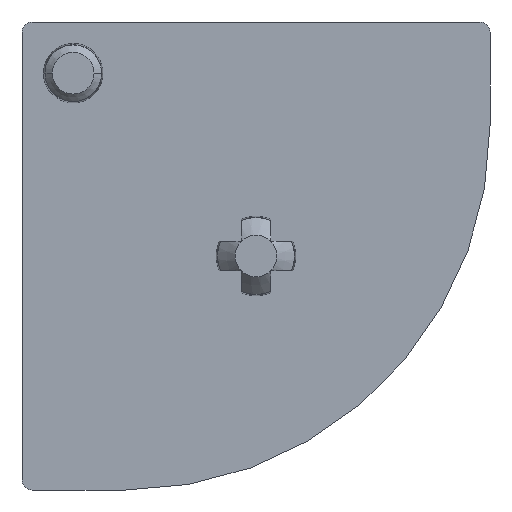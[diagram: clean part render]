
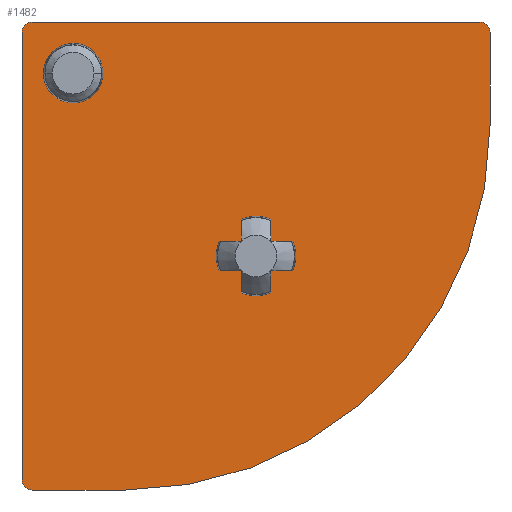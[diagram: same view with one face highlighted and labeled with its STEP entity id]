
A CAD part, front view. The second image highlights one B-rep face of the part: STEP entity #1482.
In plain terms, the highlighted planar face has unit normal (0, -1, 0).
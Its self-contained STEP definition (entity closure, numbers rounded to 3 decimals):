
#329=CARTESIAN_POINT('',(1.,0.,-1.));
#330=DIRECTION('',(0.,-1.,0.));
#331=DIRECTION('',(0.,0.,1.));
#332=AXIS2_PLACEMENT_3D('',#329,#330,#331);
#338=DIRECTION('',(1.,0.,0.));
#339=VECTOR('',#338,42.8);
#340=CARTESIAN_POINT('',(1.,0.,0.));
#341=LINE('',#340,#339);
#345=CARTESIAN_POINT('',(43.8,0.,-1.));
#346=DIRECTION('',(0.,-1.,0.));
#347=DIRECTION('',(1.,0.,0.));
#348=AXIS2_PLACEMENT_3D('',#345,#346,#347);
#353=DIRECTION('',(0.,0.,-1.));
#354=VECTOR('',#353,8.9);
#355=CARTESIAN_POINT('',(44.8,0.,-1.));
#356=LINE('',#355,#354);
#360=CARTESIAN_POINT('',(9.9,0.,-9.9));
#361=DIRECTION('',(0.,1.,0.));
#362=DIRECTION('',(1.,0.,0.));
#363=AXIS2_PLACEMENT_3D('',#360,#361,#362);
#368=DIRECTION('',(-1.,0.,0.));
#369=VECTOR('',#368,8.9);
#370=CARTESIAN_POINT('',(9.9,0.,-44.8));
#371=LINE('',#370,#369);
#375=CARTESIAN_POINT('',(1.,0.,-43.8));
#376=DIRECTION('',(0.,-1.,0.));
#377=DIRECTION('',(-1.,0.,0.));
#378=AXIS2_PLACEMENT_3D('',#375,#376,#377);
#383=DIRECTION('',(0.,0.,1.));
#384=VECTOR('',#383,42.8);
#385=CARTESIAN_POINT('',(0.,0.,-43.8));
#386=LINE('',#385,#384);
#390=DIRECTION('',(-1.,0.,0.));
#391=VECTOR('',#390,2.113);
#392=CARTESIAN_POINT('',(20.986,0.,-23.814));
#393=LINE('',#392,#391);
#397=DIRECTION('',(0.,0.,1.));
#398=VECTOR('',#397,2.113);
#399=CARTESIAN_POINT('',(20.986,0.,-25.927));
#400=LINE('',#399,#398);
#404=CARTESIAN_POINT('',(22.4,0.,-22.4));
#405=DIRECTION('',(0.,-1.,0.));
#406=DIRECTION('',(-0.372,0.,-0.928));
#407=AXIS2_PLACEMENT_3D('',#404,#405,#406);
#412=DIRECTION('',(0.,0.,-1.));
#413=VECTOR('',#412,2.113);
#414=CARTESIAN_POINT('',(23.814,0.,-23.814));
#415=LINE('',#414,#413);
#419=DIRECTION('',(-1.,0.,0.));
#420=VECTOR('',#419,2.113);
#421=CARTESIAN_POINT('',(25.927,0.,-23.814));
#422=LINE('',#421,#420);
#426=DIRECTION('',(1.,0.,0.));
#427=VECTOR('',#426,2.113);
#428=CARTESIAN_POINT('',(23.814,0.,-20.986));
#429=LINE('',#428,#427);
#433=DIRECTION('',(0.,0.,-1.));
#434=VECTOR('',#433,2.113);
#435=CARTESIAN_POINT('',(23.814,0.,-18.873));
#436=LINE('',#435,#434);
#440=CARTESIAN_POINT('',(22.4,0.,-22.4));
#441=DIRECTION('',(0.,-1.,0.));
#442=DIRECTION('',(0.372,0.,0.928));
#443=AXIS2_PLACEMENT_3D('',#440,#441,#442);
#448=DIRECTION('',(0.,0.,1.));
#449=VECTOR('',#448,2.113);
#450=CARTESIAN_POINT('',(20.986,0.,-20.986));
#451=LINE('',#450,#449);
#455=DIRECTION('',(1.,0.,0.));
#456=VECTOR('',#455,2.113);
#457=CARTESIAN_POINT('',(18.873,0.,-20.986));
#458=LINE('',#457,#456);
#462=CARTESIAN_POINT('',(4.9,0.,-4.9));
#463=DIRECTION('',(0.,-1.,0.));
#464=DIRECTION('',(-1.,0.,0.));
#465=AXIS2_PLACEMENT_3D('',#462,#463,#464);
#470=CARTESIAN_POINT('',(4.9,0.,-4.9));
#471=DIRECTION('',(0.,-1.,0.));
#472=DIRECTION('',(1.,0.,0.));
#473=AXIS2_PLACEMENT_3D('',#470,#471,#472);
#1003=CARTESIAN_POINT('',(23.814,0.,-25.927));
#1011=CARTESIAN_POINT('',(20.986,0.,-25.927));
#1027=CARTESIAN_POINT('',(23.814,0.,-18.873));
#1043=CARTESIAN_POINT('',(20.986,0.,-18.873));
#1051=CARTESIAN_POINT('',(22.4,0.,-22.4));
#1052=DIRECTION('',(0.,1.,0.));
#1053=DIRECTION('',(0.928,0.,0.372));
#1054=AXIS2_PLACEMENT_3D('',#1051,#1052,#1053);
#1059=CARTESIAN_POINT('',(25.927,0.,-23.814));
#1067=CARTESIAN_POINT('',(25.927,0.,-20.986));
#1075=CARTESIAN_POINT('',(18.873,0.,-23.814));
#1083=CARTESIAN_POINT('',(22.4,0.,-22.4));
#1084=DIRECTION('',(0.,1.,0.));
#1085=DIRECTION('',(-0.928,0.,-0.372));
#1086=AXIS2_PLACEMENT_3D('',#1083,#1084,#1085);
#1091=CARTESIAN_POINT('',(18.873,0.,-20.986));
#1323=CARTESIAN_POINT('',(1.,0.,0.));
#1324=CARTESIAN_POINT('',(0.,0.,-1.));
#1325=VERTEX_POINT('',#1323);
#1326=VERTEX_POINT('',#1324);
#1327=CARTESIAN_POINT('',(43.8,0.,0.));
#1328=VERTEX_POINT('',#1327);
#1329=CARTESIAN_POINT('',(0.,0.,-43.8));
#1330=VERTEX_POINT('',#1329);
#1371=CARTESIAN_POINT('',(44.8,0.,-9.9));
#1372=CARTESIAN_POINT('',(9.9,0.,-44.8));
#1373=VERTEX_POINT('',#1371);
#1374=VERTEX_POINT('',#1372);
#1375=CARTESIAN_POINT('',(44.8,0.,-1.));
#1376=VERTEX_POINT('',#1375);
#1377=CARTESIAN_POINT('',(1.,0.,-44.8));
#1378=VERTEX_POINT('',#1377);
#1395=CARTESIAN_POINT('',(23.814,0.,-20.986));
#1396=VERTEX_POINT('',#1395);
#1397=CARTESIAN_POINT('',(23.814,0.,-23.814));
#1398=VERTEX_POINT('',#1397);
#1399=CARTESIAN_POINT('',(20.986,0.,-20.986));
#1400=VERTEX_POINT('',#1399);
#1401=CARTESIAN_POINT('',(20.986,0.,-23.814));
#1402=VERTEX_POINT('',#1401);
#1407=CARTESIAN_POINT('',(2.05,0.,-4.9));
#1408=VERTEX_POINT('',#1407);
#1409=CARTESIAN_POINT('',(7.75,0.,-4.9));
#1410=VERTEX_POINT('',#1409);
#1411=VERTEX_POINT('',#1027);
#1413=VERTEX_POINT('',#1067);
#1415=VERTEX_POINT('',#1091);
#1417=VERTEX_POINT('',#1043);
#1419=VERTEX_POINT('',#1059);
#1421=VERTEX_POINT('',#1003);
#1423=VERTEX_POINT('',#1011);
#1425=VERTEX_POINT('',#1075);
#1427=CARTESIAN_POINT('',(0.,0.,0.));
#1428=DIRECTION('',(0.,1.,0.));
#1429=DIRECTION('',(1.,0.,0.));
#1430=AXIS2_PLACEMENT_3D('',#1427,#1428,#1429);
#1431=PLANE('',#1430);
#1433=ORIENTED_EDGE('',*,*,#1432,.F.);
#1435=ORIENTED_EDGE('',*,*,#1434,.T.);
#1437=ORIENTED_EDGE('',*,*,#1436,.F.);
#1439=ORIENTED_EDGE('',*,*,#1438,.T.);
#1441=ORIENTED_EDGE('',*,*,#1440,.T.);
#1443=ORIENTED_EDGE('',*,*,#1442,.T.);
#1445=ORIENTED_EDGE('',*,*,#1444,.F.);
#1447=ORIENTED_EDGE('',*,*,#1446,.T.);
#1448=EDGE_LOOP('',(#1433,#1435,#1437,#1439,#1441,#1443,#1445,#1447));
#1449=FACE_OUTER_BOUND('',#1448,.F.);
#1451=ORIENTED_EDGE('',*,*,#1450,.F.);
#1453=ORIENTED_EDGE('',*,*,#1452,.F.);
#1455=ORIENTED_EDGE('',*,*,#1454,.F.);
#1457=ORIENTED_EDGE('',*,*,#1456,.T.);
#1459=ORIENTED_EDGE('',*,*,#1458,.F.);
#1461=ORIENTED_EDGE('',*,*,#1460,.F.);
#1463=ORIENTED_EDGE('',*,*,#1462,.F.);
#1465=ORIENTED_EDGE('',*,*,#1464,.F.);
#1467=ORIENTED_EDGE('',*,*,#1466,.F.);
#1469=ORIENTED_EDGE('',*,*,#1468,.T.);
#1471=ORIENTED_EDGE('',*,*,#1470,.F.);
#1473=ORIENTED_EDGE('',*,*,#1472,.F.);
#1474=EDGE_LOOP('',(#1451,#1453,#1455,#1457,#1459,#1461,#1463,#1465,#1467,#1469,
#1471,#1473));
#1475=FACE_BOUND('',#1474,.F.);
#1477=ORIENTED_EDGE('',*,*,#1476,.T.);
#1479=ORIENTED_EDGE('',*,*,#1478,.T.);
#1480=EDGE_LOOP('',(#1477,#1479));
#1481=FACE_BOUND('',#1480,.F.);
#333=CIRCLE('',#332,1.);
#349=CIRCLE('',#348,1.);
#364=CIRCLE('',#363,34.9);
#379=CIRCLE('',#378,1.);
#408=CIRCLE('',#407,3.8);
#444=CIRCLE('',#443,3.8);
#466=CIRCLE('',#465,2.85);
#474=CIRCLE('',#473,2.85);
#1055=CIRCLE('',#1054,3.8);
#1087=CIRCLE('',#1086,3.8);
#1432=EDGE_CURVE('',#1325,#1326,#333,.T.);
#1434=EDGE_CURVE('',#1325,#1328,#341,.T.);
#1436=EDGE_CURVE('',#1376,#1328,#349,.T.);
#1438=EDGE_CURVE('',#1376,#1373,#356,.T.);
#1440=EDGE_CURVE('',#1373,#1374,#364,.T.);
#1442=EDGE_CURVE('',#1374,#1378,#371,.T.);
#1444=EDGE_CURVE('',#1330,#1378,#379,.T.);
#1446=EDGE_CURVE('',#1330,#1326,#386,.T.);
#1450=EDGE_CURVE('',#1425,#1415,#1087,.T.);
#1452=EDGE_CURVE('',#1402,#1425,#393,.T.);
#1454=EDGE_CURVE('',#1423,#1402,#400,.T.);
#1456=EDGE_CURVE('',#1423,#1421,#408,.T.);
#1458=EDGE_CURVE('',#1398,#1421,#415,.T.);
#1460=EDGE_CURVE('',#1419,#1398,#422,.T.);
#1462=EDGE_CURVE('',#1413,#1419,#1055,.T.);
#1464=EDGE_CURVE('',#1396,#1413,#429,.T.);
#1466=EDGE_CURVE('',#1411,#1396,#436,.T.);
#1468=EDGE_CURVE('',#1411,#1417,#444,.T.);
#1470=EDGE_CURVE('',#1400,#1417,#451,.T.);
#1472=EDGE_CURVE('',#1415,#1400,#458,.T.);
#1476=EDGE_CURVE('',#1408,#1410,#466,.T.);
#1478=EDGE_CURVE('',#1410,#1408,#474,.T.);
#1482=ADVANCED_FACE('',(#1449,#1475,#1481),#1431,.F.);
